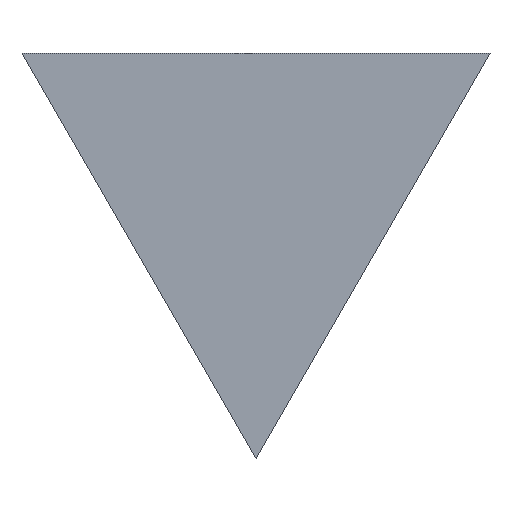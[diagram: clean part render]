
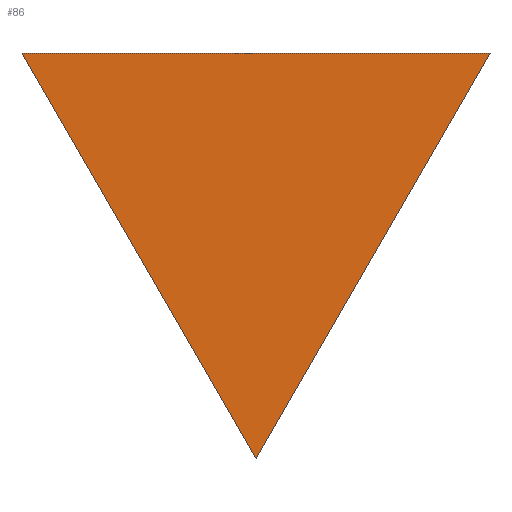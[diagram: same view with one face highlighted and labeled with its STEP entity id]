
A CAD part, top view. The second image highlights one B-rep face of the part: STEP entity #86.
In plain terms, the highlighted planar face has unit normal (0, 0, 1).
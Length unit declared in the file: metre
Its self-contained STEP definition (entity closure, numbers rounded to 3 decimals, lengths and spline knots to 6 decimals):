
#31=ORIENTED_EDGE('',*,*,#34,.F.);
#32=ORIENTED_EDGE('',*,*,#41,.F.);
#33=ORIENTED_EDGE('',*,*,#38,.F.);
#34=EDGE_CURVE('',#43,#44,#49,.T.);
#38=EDGE_CURVE('',#44,#47,#53,.T.);
#41=EDGE_CURVE('',#47,#43,#56,.T.);
#43=VERTEX_POINT('',#134);
#44=VERTEX_POINT('',#135);
#47=VERTEX_POINT('',#143);
#49=LINE('',#133,#58);
#53=LINE('',#142,#62);
#56=LINE('',#148,#65);
#58=VECTOR('',#112,1.);
#62=VECTOR('',#118,1.);
#65=VECTOR('',#123,1.);
#71=EDGE_LOOP('',(#31,#32,#33));
#76=FACE_BOUND('',#71,.T.);
#81=PLANE('',#106);
#86=ADVANCED_FACE('',(#76),#81,.F.);
#106=AXIS2_PLACEMENT_3D('',#151,#127,#128);
#112=DIRECTION('',(1.,0.,0.));
#118=DIRECTION('',(-0.5,-0.866,0.));
#123=DIRECTION('',(-0.5,0.866,0.));
#127=DIRECTION('',(0.,0.,-1.));
#128=DIRECTION('',(1.,0.,0.));
#133=CARTESIAN_POINT('',(-0.0119,0.006992,-0.000508));
#134=CARTESIAN_POINT('',(-0.012111,0.006992,-0.000508));
#135=CARTESIAN_POINT('',(0.012111,0.006992,-0.000508));
#142=CARTESIAN_POINT('',(0.006055,-0.003496,-0.000508));
#143=CARTESIAN_POINT('',(0.,-0.013985,-0.000508));
#148=CARTESIAN_POINT('',(-0.006055,-0.003496,-0.000508));
#151=CARTESIAN_POINT('',(0.,-0.001727,-0.000508));
